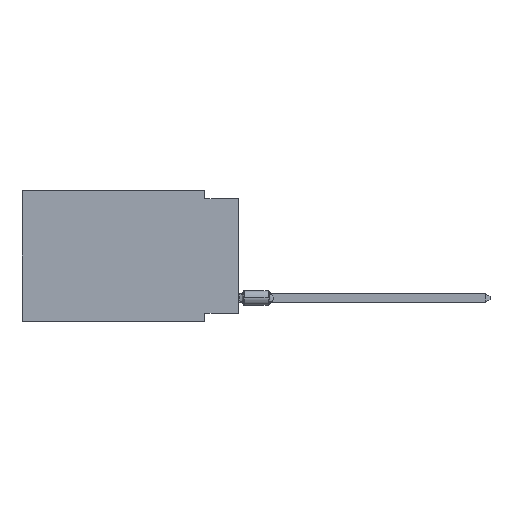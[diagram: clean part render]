
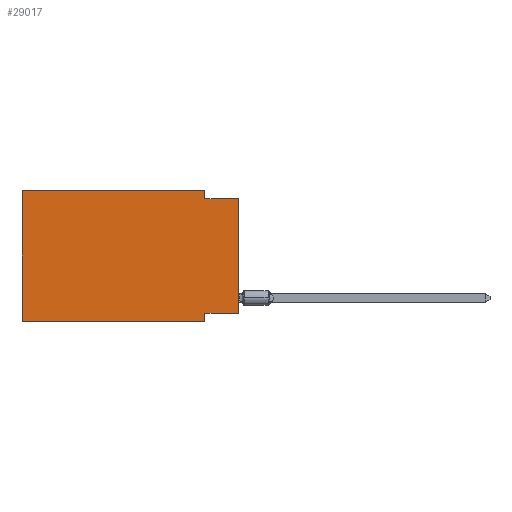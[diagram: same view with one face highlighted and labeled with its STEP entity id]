
A CAD part, left-side view. The second image highlights one B-rep face of the part: STEP entity #29017.
In plain terms, the highlighted planar face has unit normal (-1, 0, 0).
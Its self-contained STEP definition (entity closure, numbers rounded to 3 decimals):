
#329 = LINE ( 'NONE', #30855, #1481 ) ;
#541 = DIRECTION ( 'NONE',  ( 0., 0., -1. ) ) ;
#1481 = VECTOR ( 'NONE', #28158, 1000. ) ;
#1599 = LINE ( 'NONE', #32941, #18030 ) ;
#1713 = DIRECTION ( 'NONE',  ( 0., 0., 1. ) ) ;
#1932 = DIRECTION ( 'NONE',  ( 0., 1., 0. ) ) ;
#2049 = CARTESIAN_POINT ( 'NONE',  ( 0., 0., -9.271 ) ) ;
#2367 = CARTESIAN_POINT ( 'NONE',  ( 0., 0., -0.635 ) ) ;
#2380 = CARTESIAN_POINT ( 'NONE',  ( 0., 0., -0.635 ) ) ;
#3614 = EDGE_CURVE ( 'NONE', #21519, #20669, #12441, .T. ) ;
#5511 = EDGE_CURVE ( 'NONE', #8521, #14007, #1599, .T. ) ;
#6359 = VECTOR ( 'NONE', #19678, 1000. ) ;
#6616 = CARTESIAN_POINT ( 'NONE',  ( 0., 16.383, 0. ) ) ;
#6637 = VERTEX_POINT ( 'NONE', #31612 ) ;
#7410 = VERTEX_POINT ( 'NONE', #2367 ) ;
#7945 = CARTESIAN_POINT ( 'NONE',  ( 0., 16.383, 0. ) ) ;
#8521 = VERTEX_POINT ( 'NONE', #2049 ) ;
#9100 = VERTEX_POINT ( 'NONE', #17633 ) ;
#9553 = VECTOR ( 'NONE', #14551, 1000. ) ;
#9672 = LINE ( 'NONE', #17576, #26986 ) ;
#11018 = CARTESIAN_POINT ( 'NONE',  ( 0., 2.54, -9.271 ) ) ;
#11125 = EDGE_LOOP ( 'NONE', ( #15004, #26290, #23166, #25244, #19388, #20408, #31512, #20632 ) ) ;
#11315 = EDGE_CURVE ( 'NONE', #23766, #9100, #31009, .T. ) ;
#11985 = CARTESIAN_POINT ( 'NONE',  ( 0., 2.54, 0. ) ) ;
#12441 = LINE ( 'NONE', #30452, #6359 ) ;
#13036 = EDGE_CURVE ( 'NONE', #20669, #7410, #19914, .T. ) ;
#13178 = EDGE_CURVE ( 'NONE', #14007, #6637, #329, .T. ) ;
#13199 = LINE ( 'NONE', #17756, #24132 ) ;
#14007 = VERTEX_POINT ( 'NONE', #11018 ) ;
#14192 = EDGE_CURVE ( 'NONE', #8521, #7410, #9672, .T. ) ;
#14551 = DIRECTION ( 'NONE',  ( 0., -1., 0. ) ) ;
#14552 = DIRECTION ( 'NONE',  ( 0., -1., 0. ) ) ;
#15004 = ORIENTED_EDGE ( 'NONE', *, *, #14192, .T. ) ;
#15451 = AXIS2_PLACEMENT_3D ( 'NONE', #18427, #21604, #541 ) ;
#16107 = CARTESIAN_POINT ( 'NONE',  ( 0., 16.383, -9.906 ) ) ;
#17576 = CARTESIAN_POINT ( 'NONE',  ( 0., 0., 0. ) ) ;
#17633 = CARTESIAN_POINT ( 'NONE',  ( 0., 16.383, 0. ) ) ;
#17756 = CARTESIAN_POINT ( 'NONE',  ( 0., 16.383, -9.906 ) ) ;
#18030 = VECTOR ( 'NONE', #1932, 1000. ) ;
#18079 = DIRECTION ( 'NONE',  ( 0., -1., 0. ) ) ;
#18427 = CARTESIAN_POINT ( 'NONE',  ( 0., 16.383, 0. ) ) ;
#19388 = ORIENTED_EDGE ( 'NONE', *, *, #11315, .F. ) ;
#19678 = DIRECTION ( 'NONE',  ( 0., 0., -1. ) ) ;
#19914 = LINE ( 'NONE', #2380, #9553 ) ;
#20408 = ORIENTED_EDGE ( 'NONE', *, *, #31689, .T. ) ;
#20632 = ORIENTED_EDGE ( 'NONE', *, *, #5511, .F. ) ;
#20669 = VERTEX_POINT ( 'NONE', #32646 ) ;
#20949 = PLANE ( 'NONE',  #15451 ) ;
#21519 = VERTEX_POINT ( 'NONE', #11985 ) ;
#21604 = DIRECTION ( 'NONE',  ( 1., 0., 0. ) ) ;
#21850 = VECTOR ( 'NONE', #14552, 1000. ) ;
#23166 = ORIENTED_EDGE ( 'NONE', *, *, #3614, .F. ) ;
#23766 = VERTEX_POINT ( 'NONE', #16107 ) ;
#24132 = VECTOR ( 'NONE', #18079, 1000. ) ;
#25244 = ORIENTED_EDGE ( 'NONE', *, *, #29197, .F. ) ;
#26290 = ORIENTED_EDGE ( 'NONE', *, *, #13036, .F. ) ;
#26664 = FACE_OUTER_BOUND ( 'NONE', #11125, .T. ) ;
#26986 = VECTOR ( 'NONE', #1713, 1000. ) ;
#28158 = DIRECTION ( 'NONE',  ( 0., 0., -1. ) ) ;
#28484 = DIRECTION ( 'NONE',  ( 0., 0., 1. ) ) ;
#29017 = ADVANCED_FACE ( 'NONE', ( #26664 ), #20949, .F. ) ;
#29197 = EDGE_CURVE ( 'NONE', #9100, #21519, #32384, .T. ) ;
#30452 = CARTESIAN_POINT ( 'NONE',  ( 0., 2.54, 0. ) ) ;
#30855 = CARTESIAN_POINT ( 'NONE',  ( 0., 2.54, -9.906 ) ) ;
#31009 = LINE ( 'NONE', #7945, #32818 ) ;
#31512 = ORIENTED_EDGE ( 'NONE', *, *, #13178, .F. ) ;
#31612 = CARTESIAN_POINT ( 'NONE',  ( 0., 2.54, -9.906 ) ) ;
#31689 = EDGE_CURVE ( 'NONE', #23766, #6637, #13199, .T. ) ;
#32384 = LINE ( 'NONE', #6616, #21850 ) ;
#32646 = CARTESIAN_POINT ( 'NONE',  ( 0., 2.54, -0.635 ) ) ;
#32818 = VECTOR ( 'NONE', #28484, 1000. ) ;
#32941 = CARTESIAN_POINT ( 'NONE',  ( 0., 0., -9.271 ) ) ;
